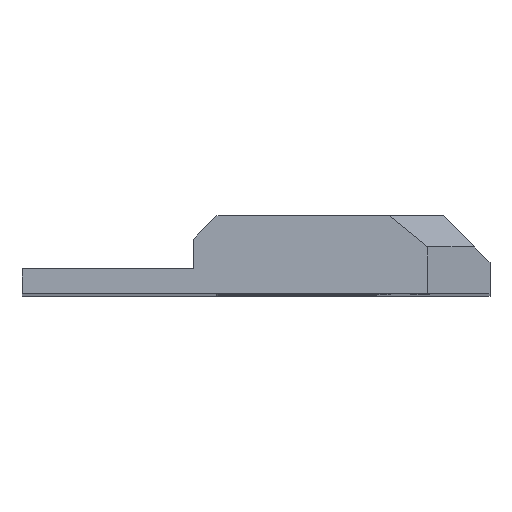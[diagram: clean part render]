
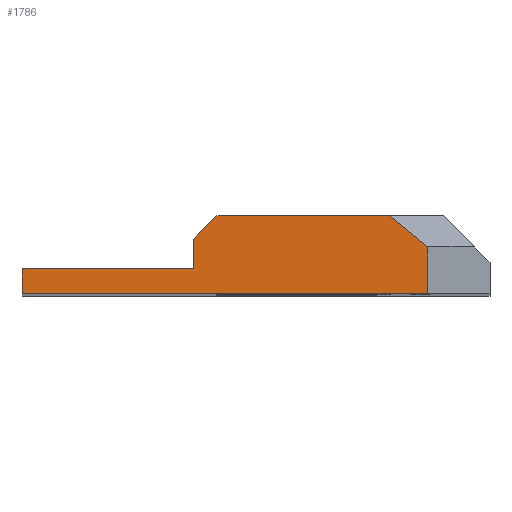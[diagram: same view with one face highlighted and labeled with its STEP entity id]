
A CAD part, top view. The second image highlights one B-rep face of the part: STEP entity #1786.
In plain terms, the highlighted planar face has unit normal (0, 0, 1).
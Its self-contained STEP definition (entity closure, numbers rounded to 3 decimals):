
#84=FACE_OUTER_BOUND('',#182,.T.);
#182=EDGE_LOOP('',(#1223,#1224,#1225,#1226,#1227,#1228,#1229,#1230));
#321=LINE('',#2531,#555);
#325=LINE('',#2539,#559);
#326=LINE('',#2541,#560);
#327=LINE('',#2543,#561);
#328=LINE('',#2545,#562);
#329=LINE('',#2547,#563);
#330=LINE('',#2549,#564);
#331=LINE('',#2550,#565);
#555=VECTOR('',#2053,10.);
#559=VECTOR('',#2059,10.);
#560=VECTOR('',#2060,10.);
#561=VECTOR('',#2061,10.);
#562=VECTOR('',#2062,10.);
#563=VECTOR('',#2063,10.);
#564=VECTOR('',#2064,10.);
#565=VECTOR('',#2065,10.);
#781=VERTEX_POINT('',#2529);
#782=VERTEX_POINT('',#2530);
#785=VERTEX_POINT('',#2538);
#786=VERTEX_POINT('',#2540);
#787=VERTEX_POINT('',#2542);
#788=VERTEX_POINT('',#2544);
#789=VERTEX_POINT('',#2546);
#790=VERTEX_POINT('',#2548);
#949=EDGE_CURVE('',#781,#782,#321,.T.);
#953=EDGE_CURVE('',#785,#781,#325,.T.);
#954=EDGE_CURVE('',#786,#785,#326,.T.);
#955=EDGE_CURVE('',#787,#786,#327,.T.);
#956=EDGE_CURVE('',#788,#787,#328,.T.);
#957=EDGE_CURVE('',#788,#789,#329,.T.);
#958=EDGE_CURVE('',#790,#789,#330,.T.);
#959=EDGE_CURVE('',#782,#790,#331,.T.);
#1223=ORIENTED_EDGE('',*,*,#949,.F.);
#1224=ORIENTED_EDGE('',*,*,#953,.F.);
#1225=ORIENTED_EDGE('',*,*,#954,.F.);
#1226=ORIENTED_EDGE('',*,*,#955,.F.);
#1227=ORIENTED_EDGE('',*,*,#956,.F.);
#1228=ORIENTED_EDGE('',*,*,#957,.T.);
#1229=ORIENTED_EDGE('',*,*,#958,.F.);
#1230=ORIENTED_EDGE('',*,*,#959,.F.);
#1698=PLANE('',#1898);
#1786=ADVANCED_FACE('',(#84),#1698,.T.);
#1898=AXIS2_PLACEMENT_3D('',#2537,#2057,#2058);
#2053=DIRECTION('',(0.707,0.707,0.));
#2057=DIRECTION('center_axis',(0.,0.,1.));
#2058=DIRECTION('ref_axis',(1.,0.,0.));
#2059=DIRECTION('',(0.,1.,0.));
#2060=DIRECTION('',(1.,0.,0.));
#2061=DIRECTION('',(0.,1.,0.));
#2062=DIRECTION('',(-1.,0.,0.));
#2063=DIRECTION('',(0.,1.,0.));
#2064=DIRECTION('',(0.778,-0.629,0.));
#2065=DIRECTION('',(1.,0.,0.));
#2529=CARTESIAN_POINT('',(-19.,3.5,49.5));
#2530=CARTESIAN_POINT('',(-17.5,5.,49.5));
#2531=CARTESIAN_POINT('',(-22.25,0.25,49.5));
#2537=CARTESIAN_POINT('Origin',(-30.,0.,49.5));
#2538=CARTESIAN_POINT('',(-19.,1.6,49.5));
#2539=CARTESIAN_POINT('',(-19.,0.,49.5));
#2540=CARTESIAN_POINT('',(-30.,1.6,49.5));
#2541=CARTESIAN_POINT('',(0.,1.6,49.5));
#2542=CARTESIAN_POINT('',(-30.,0.,49.5));
#2543=CARTESIAN_POINT('',(-30.,0.,49.5));
#2544=CARTESIAN_POINT('',(-4.,0.,49.5));
#2545=CARTESIAN_POINT('',(0.,0.,49.5));
#2546=CARTESIAN_POINT('',(-4.,3.,49.5));
#2547=CARTESIAN_POINT('',(-4.,0.,49.5));
#2548=CARTESIAN_POINT('',(-6.473,5.,49.5));
#2549=CARTESIAN_POINT('',(-8.344,6.513,49.5));
#2550=CARTESIAN_POINT('',(0.,5.,49.5));
